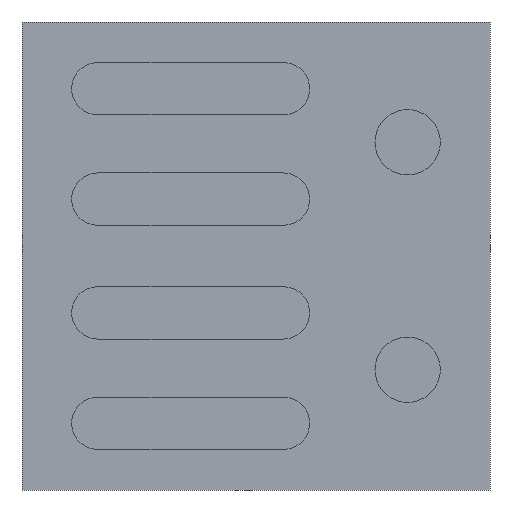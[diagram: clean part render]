
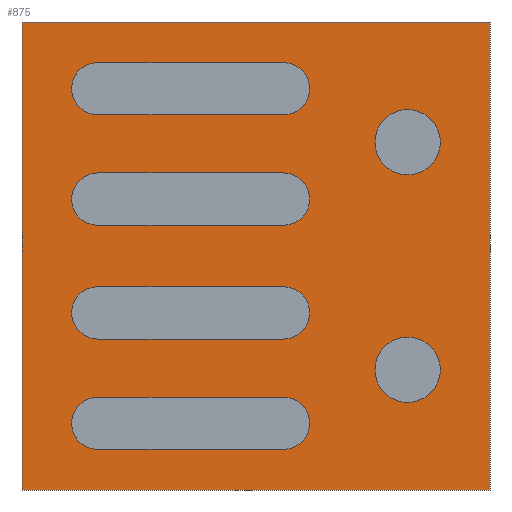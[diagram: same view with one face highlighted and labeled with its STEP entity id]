
A CAD part, front view. The second image highlights one B-rep face of the part: STEP entity #875.
In plain terms, the highlighted planar face has unit normal (0, -1, 0).
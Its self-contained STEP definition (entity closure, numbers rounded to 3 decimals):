
#35=LINE('',#1395,#111);
#38=LINE('',#1401,#114);
#43=LINE('',#1420,#119);
#46=LINE('',#1426,#122);
#49=LINE('',#1435,#125);
#54=LINE('',#1453,#130);
#59=LINE('',#1470,#135);
#62=LINE('',#1476,#138);
#63=LINE('',#1480,#139);
#64=LINE('',#1483,#140);
#65=LINE('',#1485,#141);
#66=LINE('',#1487,#142);
#111=VECTOR('',#1118,1000.);
#114=VECTOR('',#1123,1000.);
#119=VECTOR('',#1144,1000.);
#122=VECTOR('',#1149,1000.);
#125=VECTOR('',#1158,1000.);
#130=VECTOR('',#1179,1000.);
#135=VECTOR('',#1196,1000.);
#138=VECTOR('',#1201,1000.);
#139=VECTOR('',#1208,1000.);
#140=VECTOR('',#1209,1000.);
#141=VECTOR('',#1210,1000.);
#142=VECTOR('',#1211,1000.);
#197=PLANE('',#1026);
#309=ORIENTED_EDGE('',*,*,#456,.F.);
#310=ORIENTED_EDGE('',*,*,#458,.F.);
#311=ORIENTED_EDGE('',*,*,#466,.F.);
#312=ORIENTED_EDGE('',*,*,#461,.F.);
#313=ORIENTED_EDGE('',*,*,#469,.F.);
#314=ORIENTED_EDGE('',*,*,#470,.F.);
#315=ORIENTED_EDGE('',*,*,#478,.F.);
#316=ORIENTED_EDGE('',*,*,#473,.F.);
#317=ORIENTED_EDGE('',*,*,#481,.F.);
#318=ORIENTED_EDGE('',*,*,#482,.F.);
#319=ORIENTED_EDGE('',*,*,#502,.F.);
#320=ORIENTED_EDGE('',*,*,#497,.F.);
#321=ORIENTED_EDGE('',*,*,#505,.F.);
#322=ORIENTED_EDGE('',*,*,#506,.F.);
#323=ORIENTED_EDGE('',*,*,#507,.F.);
#324=ORIENTED_EDGE('',*,*,#508,.F.);
#325=ORIENTED_EDGE('',*,*,#509,.F.);
#326=ORIENTED_EDGE('',*,*,#510,.F.);
#327=ORIENTED_EDGE('',*,*,#485,.T.);
#328=ORIENTED_EDGE('',*,*,#493,.T.);
#329=ORIENTED_EDGE('',*,*,#494,.T.);
#330=ORIENTED_EDGE('',*,*,#490,.T.);
#456=EDGE_CURVE('',#572,#572,#652,.F.);
#458=EDGE_CURVE('',#574,#574,#654,.F.);
#461=EDGE_CURVE('',#577,#578,#656,.F.);
#466=EDGE_CURVE('',#578,#581,#35,.T.);
#469=EDGE_CURVE('',#582,#577,#38,.T.);
#470=EDGE_CURVE('',#581,#582,#658,.F.);
#473=EDGE_CURVE('',#585,#586,#660,.F.);
#478=EDGE_CURVE('',#586,#589,#43,.T.);
#481=EDGE_CURVE('',#590,#585,#46,.T.);
#482=EDGE_CURVE('',#589,#590,#662,.F.);
#485=EDGE_CURVE('',#594,#593,#49,.T.);
#490=EDGE_CURVE('',#597,#594,#665,.T.);
#493=EDGE_CURVE('',#593,#598,#666,.T.);
#494=EDGE_CURVE('',#598,#597,#54,.T.);
#497=EDGE_CURVE('',#601,#602,#668,.F.);
#502=EDGE_CURVE('',#602,#605,#59,.T.);
#505=EDGE_CURVE('',#606,#601,#62,.T.);
#506=EDGE_CURVE('',#605,#606,#670,.F.);
#507=EDGE_CURVE('',#607,#608,#63,.T.);
#508=EDGE_CURVE('',#609,#607,#64,.T.);
#509=EDGE_CURVE('',#610,#609,#65,.T.);
#510=EDGE_CURVE('',#608,#610,#66,.T.);
#572=VERTEX_POINT('',#1371);
#574=VERTEX_POINT('',#1377);
#577=VERTEX_POINT('',#1384);
#578=VERTEX_POINT('',#1386);
#581=VERTEX_POINT('',#1396);
#582=VERTEX_POINT('',#1400);
#585=VERTEX_POINT('',#1409);
#586=VERTEX_POINT('',#1411);
#589=VERTEX_POINT('',#1421);
#590=VERTEX_POINT('',#1425);
#593=VERTEX_POINT('',#1434);
#594=VERTEX_POINT('',#1436);
#597=VERTEX_POINT('',#1446);
#598=VERTEX_POINT('',#1450);
#601=VERTEX_POINT('',#1459);
#602=VERTEX_POINT('',#1461);
#605=VERTEX_POINT('',#1471);
#606=VERTEX_POINT('',#1475);
#607=VERTEX_POINT('',#1481);
#608=VERTEX_POINT('',#1482);
#609=VERTEX_POINT('',#1484);
#610=VERTEX_POINT('',#1486);
#652=CIRCLE('',#984,0.125);
#654=CIRCLE('',#988,0.125);
#656=CIRCLE('',#992,0.1);
#658=CIRCLE('',#998,0.1);
#660=CIRCLE('',#1001,0.1);
#662=CIRCLE('',#1007,0.1);
#665=CIRCLE('',#1013,0.1);
#666=CIRCLE('',#1015,0.1);
#668=CIRCLE('',#1019,0.1);
#670=CIRCLE('',#1025,0.1);
#717=EDGE_LOOP('',(#309));
#718=EDGE_LOOP('',(#310));
#719=EDGE_LOOP('',(#311,#312,#313,#314));
#720=EDGE_LOOP('',(#315,#316,#317,#318));
#721=EDGE_LOOP('',(#319,#320,#321,#322));
#722=EDGE_LOOP('',(#323,#324,#325,#326));
#723=EDGE_LOOP('',(#327,#328,#329,#330));
#787=FACE_BOUND('',#717,.T.);
#788=FACE_BOUND('',#718,.T.);
#789=FACE_BOUND('',#719,.T.);
#790=FACE_BOUND('',#720,.T.);
#791=FACE_BOUND('',#721,.T.);
#792=FACE_BOUND('',#722,.T.);
#793=FACE_BOUND('',#723,.T.);
#875=ADVANCED_FACE('',(#787,#788,#789,#790,#791,#792,#793),#197,.F.);
#984=AXIS2_PLACEMENT_3D('',#1370,#1090,#1091);
#988=AXIS2_PLACEMENT_3D('',#1376,#1098,#1099);
#992=AXIS2_PLACEMENT_3D('',#1385,#1107,#1108);
#998=AXIS2_PLACEMENT_3D('',#1403,#1126,#1127);
#1001=AXIS2_PLACEMENT_3D('',#1410,#1133,#1134);
#1007=AXIS2_PLACEMENT_3D('',#1428,#1152,#1153);
#1013=AXIS2_PLACEMENT_3D('',#1445,#1169,#1170);
#1015=AXIS2_PLACEMENT_3D('',#1451,#1175,#1176);
#1019=AXIS2_PLACEMENT_3D('',#1460,#1185,#1186);
#1025=AXIS2_PLACEMENT_3D('',#1478,#1204,#1205);
#1026=AXIS2_PLACEMENT_3D('',#1479,#1206,#1207);
#1090=DIRECTION('',(0.,1.,0.));
#1091=DIRECTION('',(0.,0.,1.));
#1098=DIRECTION('',(0.,1.,0.));
#1099=DIRECTION('',(0.,0.,1.));
#1107=DIRECTION('',(0.,1.,0.));
#1108=DIRECTION('',(0.,0.,1.));
#1118=DIRECTION('',(-1.,0.,0.));
#1123=DIRECTION('',(1.,0.,0.));
#1126=DIRECTION('',(0.,1.,0.));
#1127=DIRECTION('',(0.,0.,1.));
#1133=DIRECTION('',(0.,1.,0.));
#1134=DIRECTION('',(0.,0.,1.));
#1144=DIRECTION('',(-1.,0.,0.));
#1149=DIRECTION('',(1.,0.,0.));
#1152=DIRECTION('',(0.,1.,0.));
#1153=DIRECTION('',(0.,0.,1.));
#1158=DIRECTION('',(-1.,0.,0.));
#1169=DIRECTION('',(0.,1.,0.));
#1170=DIRECTION('',(0.,0.,1.));
#1175=DIRECTION('',(0.,1.,0.));
#1176=DIRECTION('',(0.,0.,1.));
#1179=DIRECTION('',(1.,0.,0.));
#1185=DIRECTION('',(0.,1.,0.));
#1186=DIRECTION('',(0.,0.,1.));
#1196=DIRECTION('',(-1.,0.,0.));
#1201=DIRECTION('',(1.,0.,0.));
#1204=DIRECTION('',(0.,1.,0.));
#1205=DIRECTION('',(0.,0.,1.));
#1206=DIRECTION('',(0.,1.,0.));
#1207=DIRECTION('',(0.,0.,1.));
#1208=DIRECTION('',(0.,0.,-1.));
#1209=DIRECTION('',(1.,0.,0.));
#1210=DIRECTION('',(0.,0.,1.));
#1211=DIRECTION('',(-1.,0.,0.));
#1370=CARTESIAN_POINT('',(0.58,-0.12,0.435));
#1371=CARTESIAN_POINT('',(0.58,-0.12,0.56));
#1376=CARTESIAN_POINT('',(0.58,-0.12,-0.435));
#1377=CARTESIAN_POINT('',(0.58,-0.12,-0.31));
#1384=CARTESIAN_POINT('',(0.105,-0.12,-0.739));
#1385=CARTESIAN_POINT('',(0.105,-0.12,-0.639));
#1386=CARTESIAN_POINT('',(0.105,-0.12,-0.539));
#1395=CARTESIAN_POINT('',(0.,-0.12,-0.539));
#1396=CARTESIAN_POINT('',(-0.605,-0.12,-0.539));
#1400=CARTESIAN_POINT('',(-0.605,-0.12,-0.739));
#1401=CARTESIAN_POINT('',(0.,-0.12,-0.739));
#1403=CARTESIAN_POINT('',(-0.605,-0.12,-0.639));
#1409=CARTESIAN_POINT('',(0.105,-0.12,-0.317));
#1410=CARTESIAN_POINT('',(0.105,-0.12,-0.217));
#1411=CARTESIAN_POINT('',(0.105,-0.12,-0.117));
#1420=CARTESIAN_POINT('',(0.,-0.12,-0.117));
#1421=CARTESIAN_POINT('',(-0.605,-0.12,-0.117));
#1425=CARTESIAN_POINT('',(-0.605,-0.12,-0.317));
#1426=CARTESIAN_POINT('',(0.,-0.12,-0.317));
#1428=CARTESIAN_POINT('',(-0.605,-0.12,-0.217));
#1434=CARTESIAN_POINT('',(-0.605,-0.12,0.117));
#1435=CARTESIAN_POINT('',(0.,-0.12,0.117));
#1436=CARTESIAN_POINT('',(0.105,-0.12,0.117));
#1445=CARTESIAN_POINT('',(0.105,-0.12,0.217));
#1446=CARTESIAN_POINT('',(0.105,-0.12,0.317));
#1450=CARTESIAN_POINT('',(-0.605,-0.12,0.317));
#1451=CARTESIAN_POINT('',(-0.605,-0.12,0.217));
#1453=CARTESIAN_POINT('',(0.,-0.12,0.317));
#1459=CARTESIAN_POINT('',(0.105,-0.12,0.539));
#1460=CARTESIAN_POINT('',(0.105,-0.12,0.639));
#1461=CARTESIAN_POINT('',(0.105,-0.12,0.74));
#1470=CARTESIAN_POINT('',(0.,-0.12,0.739));
#1471=CARTESIAN_POINT('',(-0.605,-0.12,0.74));
#1475=CARTESIAN_POINT('',(-0.605,-0.12,0.54));
#1476=CARTESIAN_POINT('',(0.,-0.12,0.54));
#1478=CARTESIAN_POINT('',(-0.605,-0.12,0.64));
#1479=CARTESIAN_POINT('',(0.,-0.12,0.));
#1480=CARTESIAN_POINT('',(0.895,-0.12,0.895));
#1481=CARTESIAN_POINT('',(0.895,-0.12,0.895));
#1482=CARTESIAN_POINT('',(0.895,-0.12,-0.895));
#1483=CARTESIAN_POINT('',(-0.895,-0.12,0.895));
#1484=CARTESIAN_POINT('',(-0.895,-0.12,0.895));
#1485=CARTESIAN_POINT('',(-0.895,-0.12,-0.895));
#1486=CARTESIAN_POINT('',(-0.895,-0.12,-0.895));
#1487=CARTESIAN_POINT('',(0.895,-0.12,-0.895));
